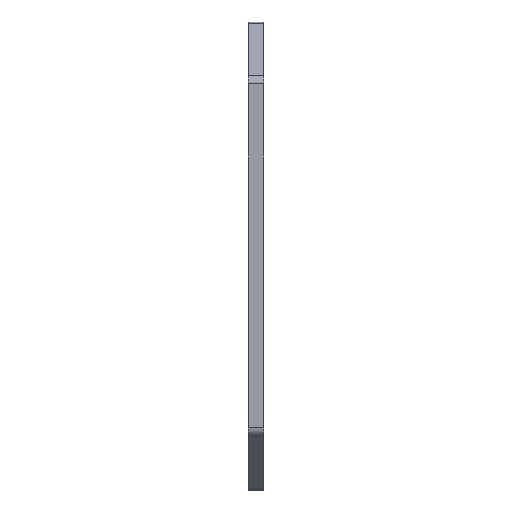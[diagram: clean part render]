
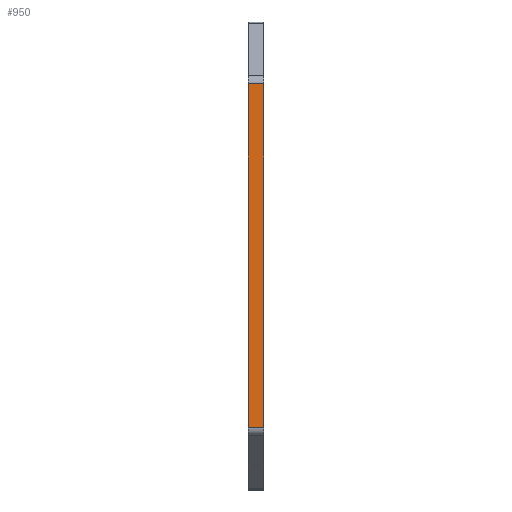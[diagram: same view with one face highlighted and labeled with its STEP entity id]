
A CAD part, top view. The second image highlights one B-rep face of the part: STEP entity #950.
In plain terms, the highlighted planar face has unit normal (0, 0, 1).
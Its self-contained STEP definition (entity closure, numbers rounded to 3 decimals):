
#77 = EDGE_LOOP ( 'NONE', ( #1470, #716, #1595, #1429 ) ) ;
#84 = VERTEX_POINT ( 'NONE', #1471 ) ;
#182 = AXIS2_PLACEMENT_3D ( 'NONE', #745, #1813, #1924 ) ;
#263 = LINE ( 'NONE', #1317, #748 ) ;
#351 = DIRECTION ( 'NONE',  ( 0., 1., 0. ) ) ;
#399 = VECTOR ( 'NONE', #351, 1000. ) ;
#450 = PLANE ( 'NONE',  #182 ) ;
#503 = CARTESIAN_POINT ( 'NONE',  ( 2., 4.936, 46.65 ) ) ;
#537 = LINE ( 'NONE', #1857, #932 ) ;
#564 = VECTOR ( 'NONE', #819, 1000. ) ;
#678 = VERTEX_POINT ( 'NONE', #503 ) ;
#686 = EDGE_CURVE ( 'NONE', #985, #678, #537, .T. ) ;
#716 = ORIENTED_EDGE ( 'NONE', *, *, #1434, .F. ) ;
#719 = EDGE_CURVE ( 'NONE', #1166, #84, #1702, .T. ) ;
#745 = CARTESIAN_POINT ( 'NONE',  ( 2., -39.136, 46.65 ) ) ;
#748 = VECTOR ( 'NONE', #1570, 1000. ) ;
#819 = DIRECTION ( 'NONE',  ( -1., 0., 0. ) ) ;
#834 = CARTESIAN_POINT ( 'NONE',  ( 0., -39.136, 46.65 ) ) ;
#932 = VECTOR ( 'NONE', #1389, 1000. ) ;
#942 = CARTESIAN_POINT ( 'NONE',  ( 0., -39.136, 46.65 ) ) ;
#950 = ADVANCED_FACE ( 'NONE', ( #1183 ), #450, .T. ) ;
#985 = VERTEX_POINT ( 'NONE', #1782 ) ;
#1166 = VERTEX_POINT ( 'NONE', #942 ) ;
#1183 = FACE_OUTER_BOUND ( 'NONE', #77, .T. ) ;
#1317 = CARTESIAN_POINT ( 'NONE',  ( 2., 4.936, 46.65 ) ) ;
#1389 = DIRECTION ( 'NONE',  ( 0., 1., 0. ) ) ;
#1429 = ORIENTED_EDGE ( 'NONE', *, *, #1536, .T. ) ;
#1434 = EDGE_CURVE ( 'NONE', #985, #1166, #1561, .T. ) ;
#1470 = ORIENTED_EDGE ( 'NONE', *, *, #719, .F. ) ;
#1471 = CARTESIAN_POINT ( 'NONE',  ( 0., 4.936, 46.65 ) ) ;
#1536 = EDGE_CURVE ( 'NONE', #678, #84, #263, .T. ) ;
#1547 = CARTESIAN_POINT ( 'NONE',  ( 2., -39.136, 46.65 ) ) ;
#1561 = LINE ( 'NONE', #1547, #564 ) ;
#1570 = DIRECTION ( 'NONE',  ( -1., 0., 0. ) ) ;
#1595 = ORIENTED_EDGE ( 'NONE', *, *, #686, .T. ) ;
#1702 = LINE ( 'NONE', #834, #399 ) ;
#1782 = CARTESIAN_POINT ( 'NONE',  ( 2., -39.136, 46.65 ) ) ;
#1813 = DIRECTION ( 'NONE',  ( 0., 0., 1. ) ) ;
#1857 = CARTESIAN_POINT ( 'NONE',  ( 2., -39.136, 46.65 ) ) ;
#1924 = DIRECTION ( 'NONE',  ( 0., -1., 0. ) ) ;
